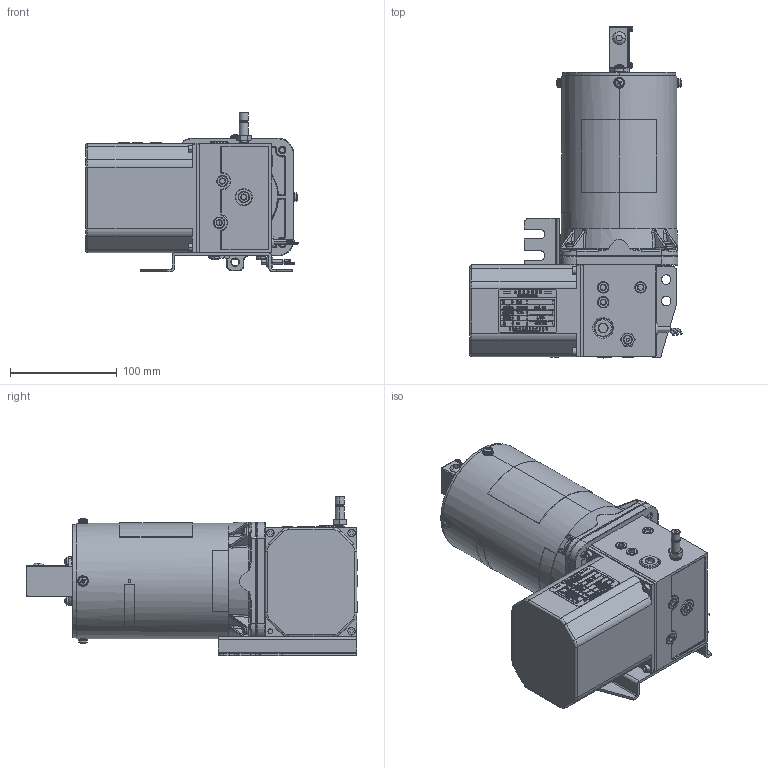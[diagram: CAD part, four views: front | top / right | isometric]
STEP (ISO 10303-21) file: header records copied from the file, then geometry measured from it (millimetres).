
FILE_DESCRIPTION (( 'STEP AP214' ), '1' );
FILE_NAME ('GGP-H100.08口K1（顶部发讯）.STEP', '2025-07-16T06:41:29', ( 'User' ), ( 'Microsoft' ), 'SwSTEP 2.0', 'SolidWorks 2018', '' );
FILE_SCHEMA (( 'AUTOMOTIVE_DESIGN' ));
Length unit declared in the file: millimetre
Products named in the file (1): GGP-H100.08口K1（顶部发讯）
Bounding box: 199.09 x 310.8 x 149.5 mm (x, y, z)
Surface area: 232273.7 mm2 (no closed solid volume)
Topology: 0 solids, 138 shells, 1599 faces, 12025 edges, 10415 vertices
Faces by surface type: plane 685, cylinder 364, bspline 194, cone 171, torus 121, sphere 64
Entity records: 167673 total; most frequent: CARTESIAN_POINT 70223, ORIENTED_EDGE 14719, DIRECTION 13325, EDGE_CURVE 12012, VERTEX_POINT 10410, LINE 6883, VECTOR 6883, B_SPLINE_CURVE_WITH_KNOTS 3247
